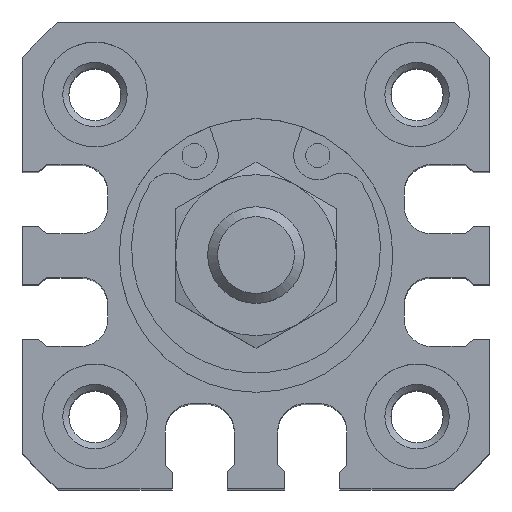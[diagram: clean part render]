
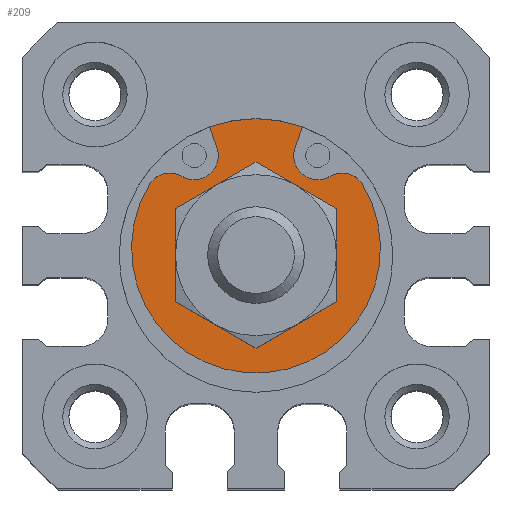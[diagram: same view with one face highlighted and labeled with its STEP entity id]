
A CAD part, top view. The second image highlights one B-rep face of the part: STEP entity #209.
In plain terms, the highlighted planar face has unit normal (0, 0, 1).
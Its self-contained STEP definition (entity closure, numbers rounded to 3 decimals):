
#209 = ADVANCED_FACE( '', ( #394, #395 ), #396, .T. );
#394 = FACE_BOUND( '', #838, .T. );
#395 = FACE_OUTER_BOUND( '', #839, .T. );
#396 = PLANE( '', #840 );
#838 = EDGE_LOOP( '', ( #1287 ) );
#839 = EDGE_LOOP( '', ( #1288, #1289, #1290, #1291, #1292, #1293, #1294, #1295 ) );
#840 = AXIS2_PLACEMENT_3D( '', #1296, #1297, #1298 );
#1287 = ORIENTED_EDGE( '', *, *, #2543, .F. );
#1288 = ORIENTED_EDGE( '', *, *, #2544, .T. );
#1289 = ORIENTED_EDGE( '', *, *, #2545, .F. );
#1290 = ORIENTED_EDGE( '', *, *, #2546, .F. );
#1291 = ORIENTED_EDGE( '', *, *, #2547, .T. );
#1292 = ORIENTED_EDGE( '', *, *, #2548, .T. );
#1293 = ORIENTED_EDGE( '', *, *, #2549, .T. );
#1294 = ORIENTED_EDGE( '', *, *, #2550, .F. );
#1295 = ORIENTED_EDGE( '', *, *, #2551, .F. );
#1296 = CARTESIAN_POINT( '', ( 0., 0., 34.35 ) );
#1297 = DIRECTION( '', ( 0., 0., 1. ) );
#1298 = DIRECTION( '', ( 1., 0., 0. ) );
#2543 = EDGE_CURVE( '', #2912, #2912, #2913, .T. );
#2544 = EDGE_CURVE( '', #2914, #2915, #2916, .T. );
#2545 = EDGE_CURVE( '', #2917, #2915, #2918, .T. );
#2546 = EDGE_CURVE( '', #2919, #2917, #2920, .T. );
#2547 = EDGE_CURVE( '', #2919, #2921, #2922, .T. );
#2548 = EDGE_CURVE( '', #2921, #2923, #2924, .T. );
#2549 = EDGE_CURVE( '', #2923, #2925, #2926, .T. );
#2550 = EDGE_CURVE( '', #2927, #2925, #2928, .T. );
#2551 = EDGE_CURVE( '', #2914, #2927, #2929, .T. );
#2912 = VERTEX_POINT( '', #3538 );
#2913 = CIRCLE( '', #3539, 4.5 );
#2914 = VERTEX_POINT( '', #3540 );
#2915 = VERTEX_POINT( '', #3541 );
#2916 = CIRCLE( '', #3542, 8.5 );
#2917 = VERTEX_POINT( '', #3543 );
#2918 = LINE( '', #3544, #3545 );
#2919 = VERTEX_POINT( '', #3546 );
#2920 = CIRCLE( '', #3547, 1.5 );
#2921 = VERTEX_POINT( '', #3548 );
#2922 = CIRCLE( '', #3549, 1.5 );
#2923 = VERTEX_POINT( '', #3550 );
#2924 = CIRCLE( '', #3551, 7.73 );
#2925 = VERTEX_POINT( '', #3552 );
#2926 = CIRCLE( '', #3553, 1.5 );
#2927 = VERTEX_POINT( '', #3554 );
#2928 = CIRCLE( '', #3555, 1.5 );
#2929 = LINE( '', #3556, #3557 );
#3538 = CARTESIAN_POINT( '', ( 4.5, 0., 34.35 ) );
#3539 = AXIS2_PLACEMENT_3D( '', #4472, #4473, #4474 );
#3540 = CARTESIAN_POINT( '', ( 2.89, 7.994, 34.35 ) );
#3541 = CARTESIAN_POINT( '', ( -2.89, 7.994, 34.35 ) );
#3542 = AXIS2_PLACEMENT_3D( '', #4475, #4476, #4477 );
#3543 = CARTESIAN_POINT( '', ( -2.429, 6.72, 34.35 ) );
#3544 = CARTESIAN_POINT( '', ( -2.429, 6.72, 34.35 ) );
#3545 = VECTOR( '', #4478, 1000. );
#3546 = CARTESIAN_POINT( '', ( -4.596, 4.914, 34.35 ) );
#3547 = AXIS2_PLACEMENT_3D( '', #4479, #4480, #4481 );
#3548 = CARTESIAN_POINT( '', ( -6.641, 4.387, 34.35 ) );
#3549 = AXIS2_PLACEMENT_3D( '', #4482, #4483, #4484 );
#3550 = CARTESIAN_POINT( '', ( 6.641, 4.387, 34.35 ) );
#3551 = AXIS2_PLACEMENT_3D( '', #4485, #4486, #4487 );
#3552 = CARTESIAN_POINT( '', ( 4.596, 4.914, 34.35 ) );
#3553 = AXIS2_PLACEMENT_3D( '', #4488, #4489, #4490 );
#3554 = CARTESIAN_POINT( '', ( 2.429, 6.72, 34.35 ) );
#3555 = AXIS2_PLACEMENT_3D( '', #4491, #4492, #4493 );
#3556 = CARTESIAN_POINT( '', ( 2.89, 7.994, 34.35 ) );
#3557 = VECTOR( '', #4494, 1000. );
#4472 = CARTESIAN_POINT( '', ( 0., 0., 34.35 ) );
#4473 = DIRECTION( '', ( 0., 0., 1. ) );
#4474 = DIRECTION( '', ( 1., 0., 0. ) );
#4475 = CARTESIAN_POINT( '', ( 0., 0., 34.35 ) );
#4476 = DIRECTION( '', ( 0., 0., 1. ) );
#4477 = DIRECTION( '', ( 1., 0., 0. ) );
#4478 = DIRECTION( '', ( -0.34, 0.94, 0. ) );
#4479 = CARTESIAN_POINT( '', ( -3.84, 6.21, 34.35 ) );
#4480 = DIRECTION( '', ( 0., 0., 1. ) );
#4481 = DIRECTION( '', ( 1., 0., 0. ) );
#4482 = CARTESIAN_POINT( '', ( -5.352, 3.619, 34.35 ) );
#4483 = DIRECTION( '', ( 0., 0., 1. ) );
#4484 = DIRECTION( '', ( 1., 0., 0. ) );
#4485 = CARTESIAN_POINT( '', ( 0., 0.43, 34.35 ) );
#4486 = DIRECTION( '', ( 0., 0., 1. ) );
#4487 = DIRECTION( '', ( 1., 0., 0. ) );
#4488 = CARTESIAN_POINT( '', ( 5.352, 3.619, 34.35 ) );
#4489 = DIRECTION( '', ( 0., 0., 1. ) );
#4490 = DIRECTION( '', ( 1., 0., 0. ) );
#4491 = CARTESIAN_POINT( '', ( 3.84, 6.21, 34.35 ) );
#4492 = DIRECTION( '', ( 0., 0., 1. ) );
#4493 = DIRECTION( '', ( 1., 0., 0. ) );
#4494 = DIRECTION( '', ( -0.34, -0.94, 0. ) );
